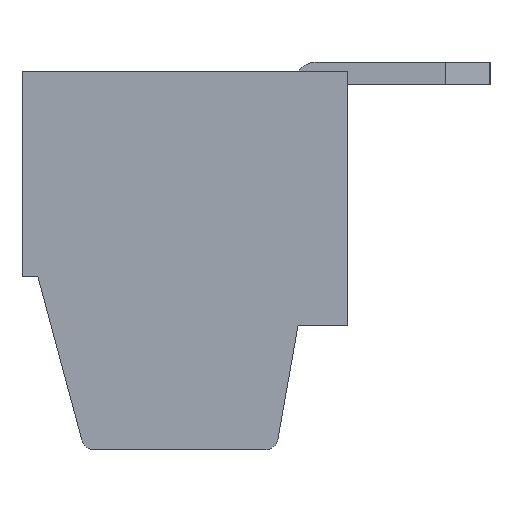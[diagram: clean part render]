
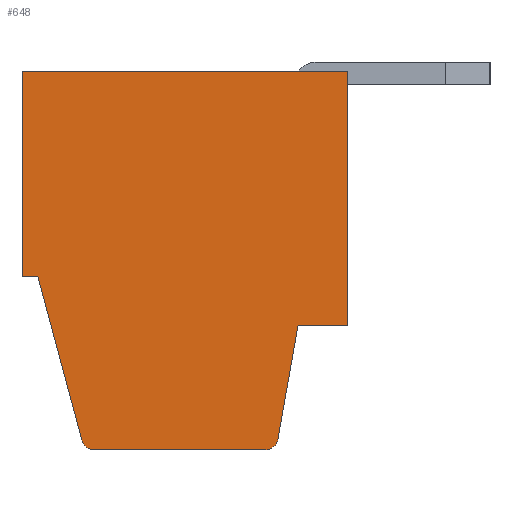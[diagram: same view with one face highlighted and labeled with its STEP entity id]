
A CAD part, left-side view. The second image highlights one B-rep face of the part: STEP entity #648.
In plain terms, the highlighted planar face has unit normal (-1, 0, 0).
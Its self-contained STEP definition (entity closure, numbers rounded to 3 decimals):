
#648 = ADVANCED_FACE( '', ( #1569 ), #1570, .T. );
#1569 = FACE_OUTER_BOUND( '', #2778, .T. );
#1570 = PLANE( '', #2779 );
#2778 = EDGE_LOOP( '', ( #4636, #4637, #4638, #4639, #4640, #4641, #4642, #4643, #4644, #4645 ) );
#2779 = AXIS2_PLACEMENT_3D( '', #4646, #4647, #4648 );
#4636 = ORIENTED_EDGE( '', *, *, #7237, .T. );
#4637 = ORIENTED_EDGE( '', *, *, #6729, .T. );
#4638 = ORIENTED_EDGE( '', *, *, #7203, .T. );
#4639 = ORIENTED_EDGE( '', *, *, #7242, .T. );
#4640 = ORIENTED_EDGE( '', *, *, #6745, .T. );
#4641 = ORIENTED_EDGE( '', *, *, #7194, .T. );
#4642 = ORIENTED_EDGE( '', *, *, #7243, .T. );
#4643 = ORIENTED_EDGE( '', *, *, #7244, .T. );
#4644 = ORIENTED_EDGE( '', *, *, #7245, .T. );
#4645 = ORIENTED_EDGE( '', *, *, #7246, .T. );
#4646 = CARTESIAN_POINT( '', ( 165.647, 244.734, -4.2 ) );
#4647 = DIRECTION( '', ( -1., 0., 0. ) );
#4648 = DIRECTION( '', ( 0., -1., 0. ) );
#6729 = EDGE_CURVE( '', #7978, #7983, #7985, .T. );
#6745 = EDGE_CURVE( '', #8005, #8010, #8012, .T. );
#7194 = EDGE_CURVE( '', #8010, #8762, #8764, .T. );
#7203 = EDGE_CURVE( '', #7983, #8774, #8776, .T. );
#7237 = EDGE_CURVE( '', #8822, #7978, #8826, .T. );
#7242 = EDGE_CURVE( '', #8774, #8005, #8832, .T. );
#7243 = EDGE_CURVE( '', #8762, #8833, #8834, .T. );
#7244 = EDGE_CURVE( '', #8833, #8835, #8836, .T. );
#7245 = EDGE_CURVE( '', #8835, #8837, #8838, .T. );
#7246 = EDGE_CURVE( '', #8837, #8822, #8839, .T. );
#7978 = VERTEX_POINT( '', #9795 );
#7983 = VERTEX_POINT( '', #9801 );
#7985 = CIRCLE( '', #9804, 0.3 );
#8005 = VERTEX_POINT( '', #9826 );
#8010 = VERTEX_POINT( '', #9833 );
#8012 = LINE( '', #9836, #9837 );
#8762 = VERTEX_POINT( '', #10857 );
#8764 = LINE( '', #10860, #10861 );
#8774 = VERTEX_POINT( '', #10876 );
#8776 = LINE( '', #10879, #10880 );
#8822 = VERTEX_POINT( '', #10938 );
#8826 = LINE( '', #10944, #10945 );
#8832 = CIRCLE( '', #10951, 0.3 );
#8833 = VERTEX_POINT( '', #10952 );
#8834 = LINE( '', #10953, #10954 );
#8835 = VERTEX_POINT( '', #10955 );
#8836 = LINE( '', #10956, #10957 );
#8837 = VERTEX_POINT( '', #10958 );
#8838 = LINE( '', #10959, #10960 );
#8839 = LINE( '', #10961, #10962 );
#9795 = CARTESIAN_POINT( '', ( 165.647, 243.394, -8.278 ) );
#9801 = CARTESIAN_POINT( '', ( 165.647, 243.104, -8.5 ) );
#9804 = AXIS2_PLACEMENT_3D( '', #12087, #12088, #12089 );
#9826 = CARTESIAN_POINT( '', ( 165.647, 238.991, -8.252 ) );
#9833 = CARTESIAN_POINT( '', ( 165.647, 238.541, -5.7 ) );
#9836 = CARTESIAN_POINT( '', ( 165.647, 238.541, -5.7 ) );
#9837 = VECTOR( '', #12116, 1000. );
#10857 = CARTESIAN_POINT( '', ( 165.647, 237.434, -5.7 ) );
#10860 = CARTESIAN_POINT( '', ( 165.647, 237.434, -5.7 ) );
#10861 = VECTOR( '', #12622, 1000. );
#10876 = CARTESIAN_POINT( '', ( 165.647, 239.286, -8.5 ) );
#10879 = CARTESIAN_POINT( '', ( 165.647, 239.286, -8.5 ) );
#10880 = VECTOR( '', #12629, 1000. );
#10938 = CARTESIAN_POINT( '', ( 165.647, 244.379, -4.6 ) );
#10944 = CARTESIAN_POINT( '', ( 165.647, 243.394, -8.278 ) );
#10945 = VECTOR( '', #12677, 1000. );
#10951 = AXIS2_PLACEMENT_3D( '', #12681, #12682, #12683 );
#10952 = CARTESIAN_POINT( '', ( 165.647, 237.434, 0. ) );
#10953 = CARTESIAN_POINT( '', ( 165.647, 237.434, 0. ) );
#10954 = VECTOR( '', #12684, 1000. );
#10955 = CARTESIAN_POINT( '', ( 165.647, 244.734, 0. ) );
#10956 = CARTESIAN_POINT( '', ( 165.647, 244.734, 0. ) );
#10957 = VECTOR( '', #12685, 1000. );
#10958 = CARTESIAN_POINT( '', ( 165.647, 244.734, -4.6 ) );
#10959 = CARTESIAN_POINT( '', ( 165.647, 244.734, -4.6 ) );
#10960 = VECTOR( '', #12686, 1000. );
#10961 = CARTESIAN_POINT( '', ( 165.647, 244.379, -4.6 ) );
#10962 = VECTOR( '', #12687, 1000. );
#12087 = CARTESIAN_POINT( '', ( 165.647, 243.104, -8.2 ) );
#12088 = DIRECTION( '', ( -1., 0., 0. ) );
#12089 = DIRECTION( '', ( 0., -1., 0. ) );
#12116 = DIRECTION( '', ( 0., -0.174, 0.985 ) );
#12622 = DIRECTION( '', ( 0., -1., 0. ) );
#12629 = DIRECTION( '', ( 0., -1., 0. ) );
#12677 = DIRECTION( '', ( 0., -0.259, -0.966 ) );
#12681 = CARTESIAN_POINT( '', ( 165.647, 239.286, -8.2 ) );
#12682 = DIRECTION( '', ( -1., 0., 0. ) );
#12683 = DIRECTION( '', ( 0., -1., 0. ) );
#12684 = DIRECTION( '', ( 0., 0., 1. ) );
#12685 = DIRECTION( '', ( 0., 1., 0. ) );
#12686 = DIRECTION( '', ( 0., 0., -1. ) );
#12687 = DIRECTION( '', ( 0., -1., 0. ) );
